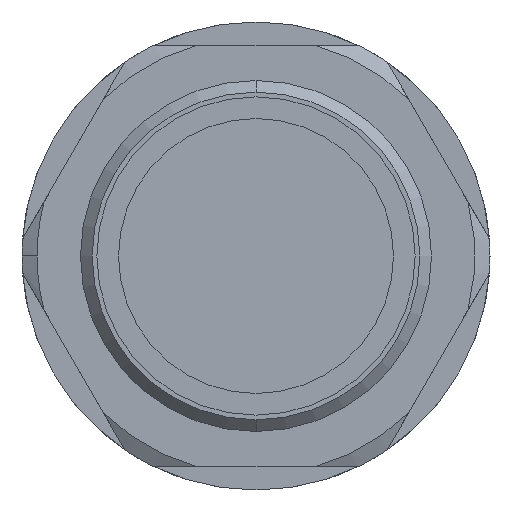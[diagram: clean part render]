
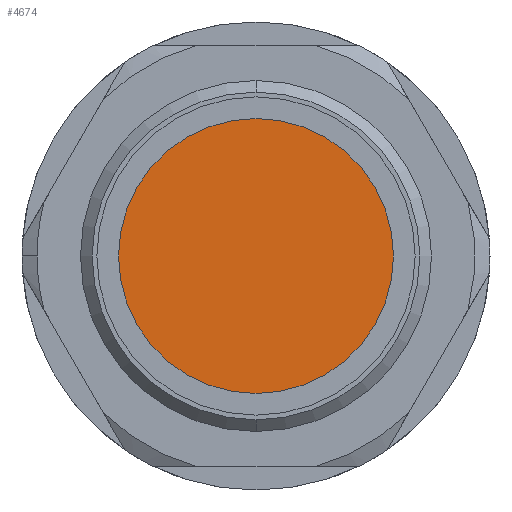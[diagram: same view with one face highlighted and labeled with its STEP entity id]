
A CAD part, left-side view. The second image highlights one B-rep face of the part: STEP entity #4674.
In plain terms, the highlighted planar face has unit normal (-1, 0, 0).
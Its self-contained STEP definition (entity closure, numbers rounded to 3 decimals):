
#178 = DIRECTION ( 'NONE',  ( 0., 0., -1. ) ) ;
#245 = DIRECTION ( 'NONE',  ( 1., 0., 0. ) ) ;
#580 = DIRECTION ( 'NONE',  ( 1., 0., 0. ) ) ;
#1085 = CARTESIAN_POINT ( 'NONE',  ( -0.99, 0., -11.75 ) ) ;
#1088 = EDGE_CURVE ( 'NONE', #1757, #1398, #4426, .T. ) ;
#1398 = VERTEX_POINT ( 'NONE', #3888 ) ;
#1419 = ORIENTED_EDGE ( 'NONE', *, *, #1088, .F. ) ;
#1757 = VERTEX_POINT ( 'NONE', #1085 ) ;
#1862 = CIRCLE ( 'NONE', #3156, 11.75 ) ;
#2163 = CARTESIAN_POINT ( 'NONE',  ( -0.99, 0., 0. ) ) ;
#2285 = DIRECTION ( 'NONE',  ( 0., -1., 0. ) ) ;
#2316 = CARTESIAN_POINT ( 'NONE',  ( -0.99, 0., 0. ) ) ;
#2409 = EDGE_CURVE ( 'NONE', #1398, #1757, #1862, .T. ) ;
#2665 = DIRECTION ( 'NONE',  ( 1., 0., 0. ) ) ;
#3004 = DIRECTION ( 'NONE',  ( 0., -1., 0. ) ) ;
#3156 = AXIS2_PLACEMENT_3D ( 'NONE', #2163, #245, #3004 ) ;
#3215 = EDGE_LOOP ( 'NONE', ( #4453, #1419 ) ) ;
#3308 = AXIS2_PLACEMENT_3D ( 'NONE', #4490, #580, #178 ) ;
#3591 = AXIS2_PLACEMENT_3D ( 'NONE', #2316, #2665, #2285 ) ;
#3742 = FACE_OUTER_BOUND ( 'NONE', #3215, .T. ) ;
#3888 = CARTESIAN_POINT ( 'NONE',  ( -0.99, 0., 11.75 ) ) ;
#4129 = PLANE ( 'NONE',  #3308 ) ;
#4426 = CIRCLE ( 'NONE', #3591, 11.75 ) ;
#4453 = ORIENTED_EDGE ( 'NONE', *, *, #2409, .F. ) ;
#4490 = CARTESIAN_POINT ( 'NONE',  ( -0.99, 0., 0. ) ) ;
#4674 = ADVANCED_FACE ( 'NONE', ( #3742 ), #4129, .F. ) ;
